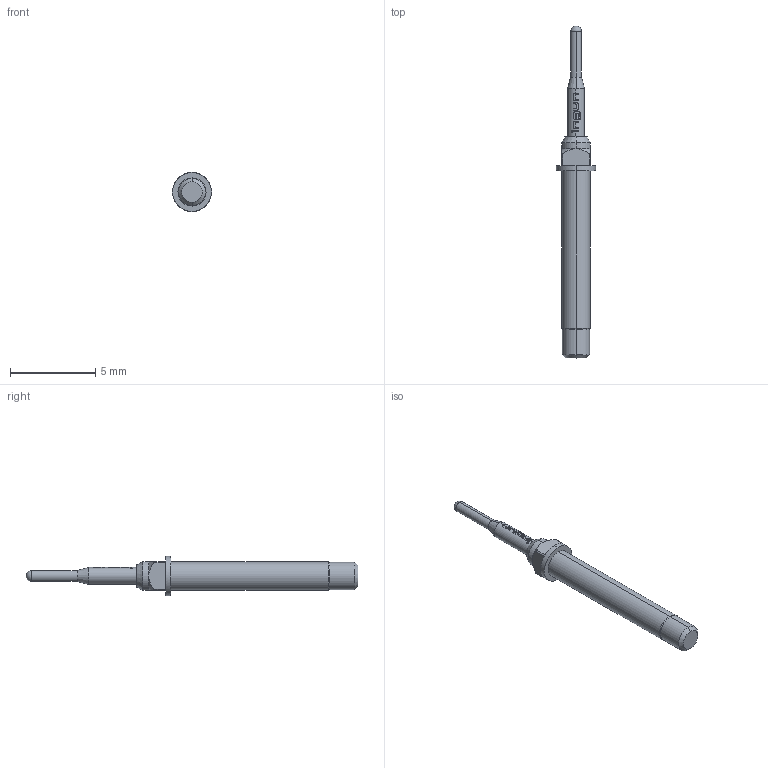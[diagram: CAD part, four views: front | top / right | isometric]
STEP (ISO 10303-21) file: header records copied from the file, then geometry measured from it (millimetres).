
FILE_DESCRIPTION (( 'STEP AP203' ), '1' );
FILE_NAME ('INGUN_GKS-427_305_064_A_xx02_M.STEP', '2020-09-16T10:44:40', ( '' ), ( '' ), 'SwSTEP 2.0', 'SolidWorks 2018', '' );
FILE_SCHEMA (( 'CONFIG_CONTROL_DESIGN' ));
Length unit declared in the file: millimetre
Products named in the file (1): INGUN_GKS-427_305_064_A_xx02_M
Bounding box: 2.3 x 19.5 x 2.3 mm (x, y, z)
Volume: 32.2 mm3; surface area: 91.4 mm2
Topology: 1 solids, 1 shells, 98 faces, 264 edges, 170 vertices
Faces by surface type: bspline 51, cylinder 22, cone 12, plane 12, sphere 1
Entity records: 4770 total; most frequent: CARTESIAN_POINT 2739, ORIENTED_EDGE 522, EDGE_CURVE 261, DIRECTION 213, B_SPLINE_CURVE_WITH_KNOTS 182, VERTEX_POINT 168, EDGE_LOOP 101, FACE_OUTER_BOUND 98
